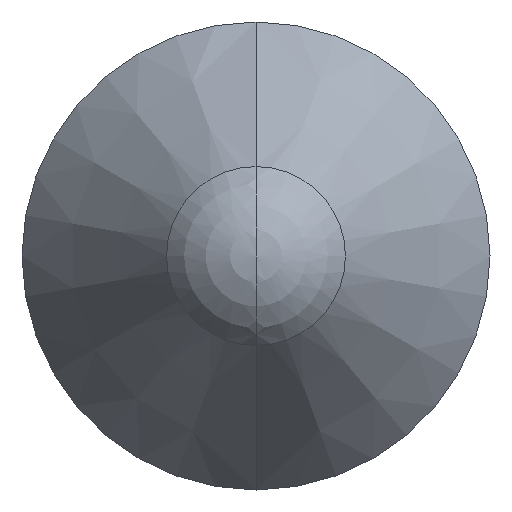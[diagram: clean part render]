
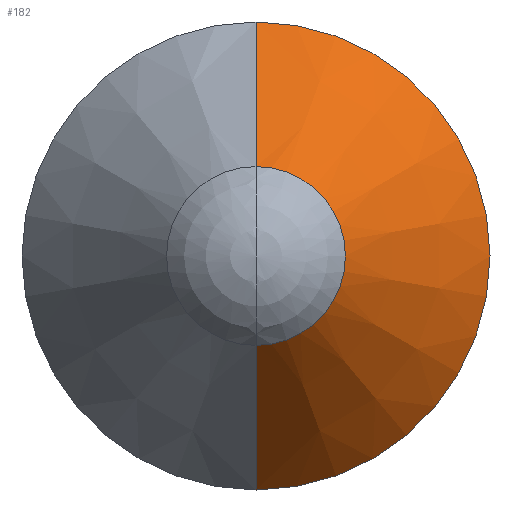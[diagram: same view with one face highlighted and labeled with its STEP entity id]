
A CAD part, left-side view. The second image highlights one B-rep face of the part: STEP entity #182.
In plain terms, the highlighted conical face has half-angle 35 degrees and reference radius 1.037 mm.
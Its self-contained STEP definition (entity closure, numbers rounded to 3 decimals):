
#182=ADVANCED_FACE('',(#451),#452,.T.);
#184=VERTEX_POINT('',#454);
#238=VERTEX_POINT('',#514);
#246=EDGE_CURVE('',#184,#238,#522,.T.);
#248=EDGE_CURVE('',#184,#320,#524,.T.);
#256=EDGE_CURVE('',#264,#238,#533,.T.);
#264=VERTEX_POINT('',#541);
#314=EDGE_CURVE('',#320,#264,#600,.T.);
#320=VERTEX_POINT('',#607);
#451=FACE_OUTER_BOUND('',#747,.T.);
#452=CONICAL_SURFACE('',#748,1.037,0.611);
#454=CARTESIAN_POINT('',(0.298,0.,0.573));
#514=CARTESIAN_POINT('',(0.298,0.,-0.573));
#522=CIRCLE('',#834,0.573);
#524=LINE('',#837,#838);
#533=LINE('',#850,#851);
#541=CARTESIAN_POINT('',(1.622,0.,-1.5));
#600=CIRCLE('',#931,1.5);
#607=CARTESIAN_POINT('',(1.622,0.,1.5));
#747=EDGE_LOOP('',(#1082,#1083,#1084,#1085));
#748=AXIS2_PLACEMENT_3D('',#1086,#1087,#1088);
#834=AXIS2_PLACEMENT_3D('',#1174,#1175,#1176);
#837=CARTESIAN_POINT('',(0.96,0.,1.037));
#838=VECTOR('',#1177,1.0);
#850=CARTESIAN_POINT('',(0.96,0.,-1.037));
#851=VECTOR('',#1192,1.0);
#931=AXIS2_PLACEMENT_3D('',#1299,#1300,#1301);
#1082=ORIENTED_EDGE('',*,*,#248,.F.);
#1083=ORIENTED_EDGE('',*,*,#246,.T.);
#1084=ORIENTED_EDGE('',*,*,#256,.F.);
#1085=ORIENTED_EDGE('',*,*,#314,.F.);
#1086=CARTESIAN_POINT('',(0.96,0.,0.));
#1087=DIRECTION('',(1.0,0.,0.));
#1088=DIRECTION('',(0.,0.,1.0));
#1174=CARTESIAN_POINT('',(0.298,0.,0.));
#1175=DIRECTION('',(1.0,0.,0.));
#1176=DIRECTION('',(0.,0.,1.0));
#1177=DIRECTION('',(0.819,0.,0.574));
#1192=DIRECTION('',(-0.819,0.,0.574));
#1299=CARTESIAN_POINT('',(1.622,0.,0.));
#1300=DIRECTION('',(1.0,0.,0.));
#1301=DIRECTION('',(0.,0.,1.0));
